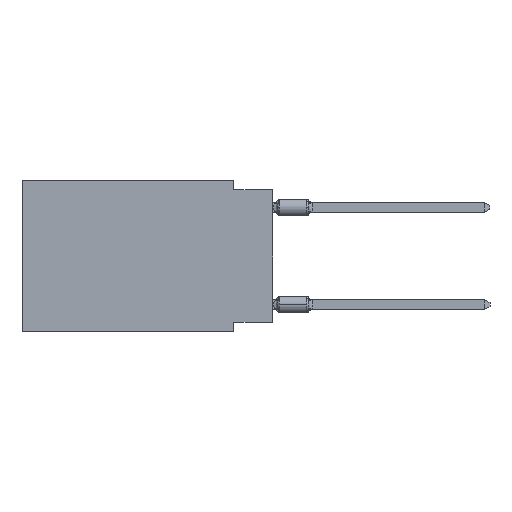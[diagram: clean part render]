
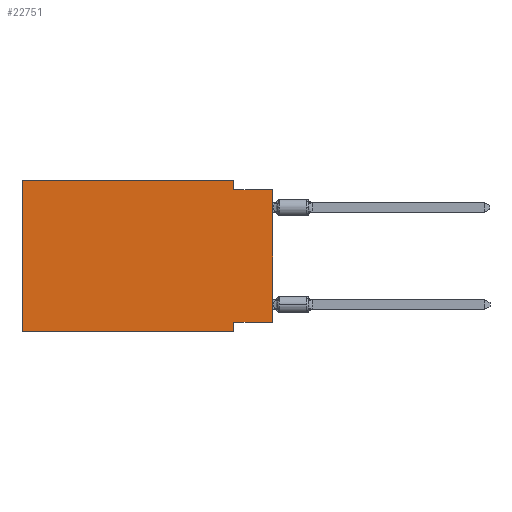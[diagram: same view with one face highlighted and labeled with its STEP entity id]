
A CAD part, left-side view. The second image highlights one B-rep face of the part: STEP entity #22751.
In plain terms, the highlighted planar face has unit normal (-1, 0, 0).
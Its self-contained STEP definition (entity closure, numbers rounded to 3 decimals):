
#32 = CARTESIAN_POINT ( 'NONE',  ( 0., 2.54, -0.635 ) ) ;
#501 = CARTESIAN_POINT ( 'NONE',  ( 0., 2.54, 0. ) ) ;
#721 = DIRECTION ( 'NONE',  ( 0., 0., 1. ) ) ;
#1007 = CARTESIAN_POINT ( 'NONE',  ( 0., 2.54, 0. ) ) ;
#1084 = VECTOR ( 'NONE', #5497, 1000. ) ;
#1287 = CARTESIAN_POINT ( 'NONE',  ( 0., 16.383, -9.906 ) ) ;
#1626 = ORIENTED_EDGE ( 'NONE', *, *, #14217, .F. ) ;
#1701 = LINE ( 'NONE', #25363, #20687 ) ;
#1993 = LINE ( 'NONE', #6003, #1084 ) ;
#2587 = VECTOR ( 'NONE', #14349, 1000. ) ;
#2735 = DIRECTION ( 'NONE',  ( 0., -1., 0. ) ) ;
#3216 = LINE ( 'NONE', #25193, #24266 ) ;
#3331 = CARTESIAN_POINT ( 'NONE',  ( 0., 16.383, 0. ) ) ;
#3428 = CARTESIAN_POINT ( 'NONE',  ( 0., 0., -0.635 ) ) ;
#3768 = LINE ( 'NONE', #21728, #18909 ) ;
#4122 = VECTOR ( 'NONE', #5276, 1000. ) ;
#4225 = VECTOR ( 'NONE', #2735, 1000. ) ;
#4465 = CARTESIAN_POINT ( 'NONE',  ( 0., 16.383, 0. ) ) ;
#4503 = VERTEX_POINT ( 'NONE', #9262 ) ;
#4600 = DIRECTION ( 'NONE',  ( 1., 0., 0. ) ) ;
#4946 = ORIENTED_EDGE ( 'NONE', *, *, #20831, .F. ) ;
#5276 = DIRECTION ( 'NONE',  ( 0., 0., 1. ) ) ;
#5497 = DIRECTION ( 'NONE',  ( 0., -1., 0. ) ) ;
#5690 = VERTEX_POINT ( 'NONE', #9025 ) ;
#5749 = EDGE_CURVE ( 'NONE', #12833, #4503, #22976, .T. ) ;
#6003 = CARTESIAN_POINT ( 'NONE',  ( 0., 16.383, -9.906 ) ) ;
#6220 = CARTESIAN_POINT ( 'NONE',  ( 0., 0., -9.271 ) ) ;
#6994 = CARTESIAN_POINT ( 'NONE',  ( 0., 16.383, 0. ) ) ;
#7644 = DIRECTION ( 'NONE',  ( 0., 1., 0. ) ) ;
#8223 = DIRECTION ( 'NONE',  ( 0., 0., -1. ) ) ;
#8458 = VERTEX_POINT ( 'NONE', #15336 ) ;
#9025 = CARTESIAN_POINT ( 'NONE',  ( 0., 2.54, -9.906 ) ) ;
#9262 = CARTESIAN_POINT ( 'NONE',  ( 0., 16.383, 0. ) ) ;
#10266 = VECTOR ( 'NONE', #721, 1000. ) ;
#10332 = VERTEX_POINT ( 'NONE', #32 ) ;
#10526 = LINE ( 'NONE', #20256, #10266 ) ;
#11068 = EDGE_CURVE ( 'NONE', #12621, #22490, #10526, .T. ) ;
#11414 = ORIENTED_EDGE ( 'NONE', *, *, #16128, .F. ) ;
#12131 = ORIENTED_EDGE ( 'NONE', *, *, #5749, .F. ) ;
#12621 = VERTEX_POINT ( 'NONE', #6220 ) ;
#12833 = VERTEX_POINT ( 'NONE', #1287 ) ;
#13341 = DIRECTION ( 'NONE',  ( 0., -1., 0. ) ) ;
#13520 = ORIENTED_EDGE ( 'NONE', *, *, #14015, .F. ) ;
#13787 = ORIENTED_EDGE ( 'NONE', *, *, #11068, .T. ) ;
#14015 = EDGE_CURVE ( 'NONE', #4503, #14309, #20447, .T. ) ;
#14217 = EDGE_CURVE ( 'NONE', #14309, #10332, #21958, .T. ) ;
#14309 = VERTEX_POINT ( 'NONE', #1007 ) ;
#14349 = DIRECTION ( 'NONE',  ( 0., 0., -1. ) ) ;
#14892 = EDGE_CURVE ( 'NONE', #10332, #22490, #3768, .T. ) ;
#15336 = CARTESIAN_POINT ( 'NONE',  ( 0., 2.54, -9.271 ) ) ;
#15491 = EDGE_LOOP ( 'NONE', ( #13787, #23222, #1626, #13520, #12131, #17105, #4946, #11414 ) ) ;
#16113 = PLANE ( 'NONE',  #24122 ) ;
#16128 = EDGE_CURVE ( 'NONE', #12621, #8458, #1701, .T. ) ;
#16788 = DIRECTION ( 'NONE',  ( 0., 0., -1. ) ) ;
#17105 = ORIENTED_EDGE ( 'NONE', *, *, #20035, .T. ) ;
#18909 = VECTOR ( 'NONE', #13341, 1000. ) ;
#20035 = EDGE_CURVE ( 'NONE', #12833, #5690, #1993, .T. ) ;
#20256 = CARTESIAN_POINT ( 'NONE',  ( 0., 0., 0. ) ) ;
#20447 = LINE ( 'NONE', #6994, #4225 ) ;
#20630 = FACE_OUTER_BOUND ( 'NONE', #15491, .T. ) ;
#20687 = VECTOR ( 'NONE', #7644, 1000. ) ;
#20831 = EDGE_CURVE ( 'NONE', #8458, #5690, #3216, .T. ) ;
#21728 = CARTESIAN_POINT ( 'NONE',  ( 0., 0., -0.635 ) ) ;
#21958 = LINE ( 'NONE', #501, #2587 ) ;
#22490 = VERTEX_POINT ( 'NONE', #3428 ) ;
#22751 = ADVANCED_FACE ( 'NONE', ( #20630 ), #16113, .F. ) ;
#22976 = LINE ( 'NONE', #3331, #4122 ) ;
#23222 = ORIENTED_EDGE ( 'NONE', *, *, #14892, .F. ) ;
#24122 = AXIS2_PLACEMENT_3D ( 'NONE', #4465, #4600, #8223 ) ;
#24266 = VECTOR ( 'NONE', #16788, 1000. ) ;
#25193 = CARTESIAN_POINT ( 'NONE',  ( 0., 2.54, -9.906 ) ) ;
#25363 = CARTESIAN_POINT ( 'NONE',  ( 0., 0., -9.271 ) ) ;
